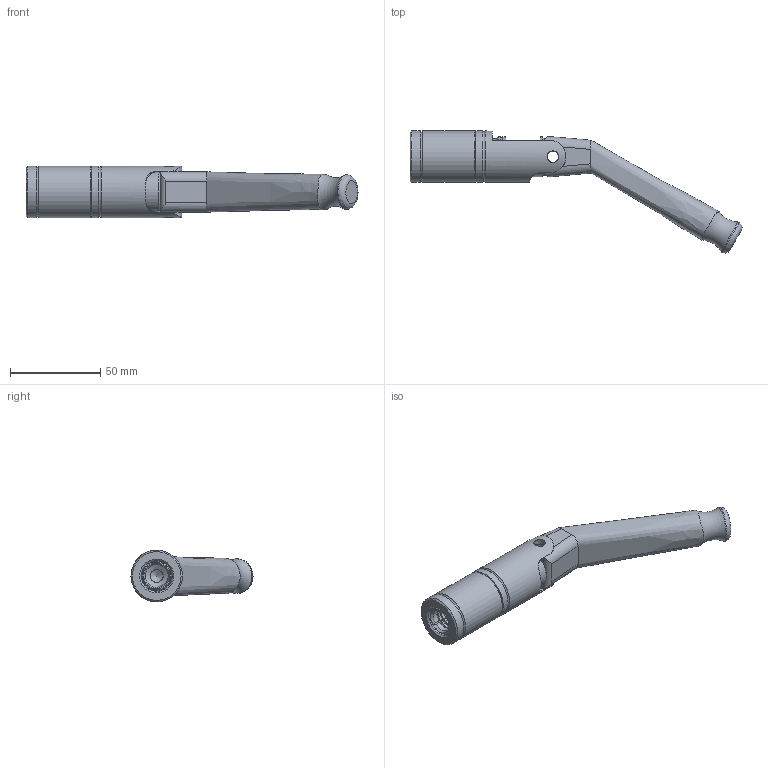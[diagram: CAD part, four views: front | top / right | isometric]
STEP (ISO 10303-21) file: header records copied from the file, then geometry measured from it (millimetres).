
FILE_DESCRIPTION(/* description */ (''),/* implementation_level */ '2;1');
FILE_NAME(/* name */ 'JXL0-0500.stp',/* time_stamp */ '2022-03-07T07:49:09-06:00',/* author */ ('allen.wagenius'),/* organization */ ('FasTest,Inc.'),/* preprocessor_version */ 'ST-DEVELOPER v18.1',/* originating_system */ 'Autodesk Inventor 2021',/* authorisation */ '');
FILE_SCHEMA (('AUTOMOTIVE_DESIGN { 1 0 10303 214 3 1 1 }'));
Length unit declared in the file: inch
Products named in the file (1): JXL0
Bounding box: 183.63 x 67.5 x 28.45 mm (x, y, z)
Volume: 69367 mm3; surface area: 30812.1 mm2
Topology: 8 solids, 10 shells, 192 faces, 512 edges, 335 vertices
Faces by surface type: plane 69, cylinder 68, cone 40, torus 12, bspline 3
Full cylindrical faces by diameter (mm): 6.35 x2, 6.401 x1, 7.137 x2, 7.95 x1, 12.954 x2, 16.078 x1, 17.069 x1, 17.145 x1, 19.812 x1, 20.041 x1, 20.066 x1, 20.32 x1, 20.523 x1, 22.098 x2, 22.352 x1, 22.733 x2, 25.4 x1, 25.527 x2, 28.448 x4
Entity records: 7153 total; most frequent: CARTESIAN_POINT 2218, DIRECTION 1041, ORIENTED_EDGE 1020, EDGE_CURVE 510, AXIS2_PLACEMENT_3D 396, VERTEX_POINT 335, LINE 249, VECTOR 249
